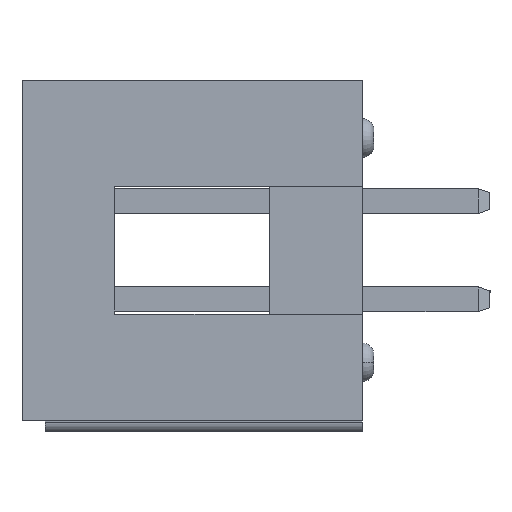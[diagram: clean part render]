
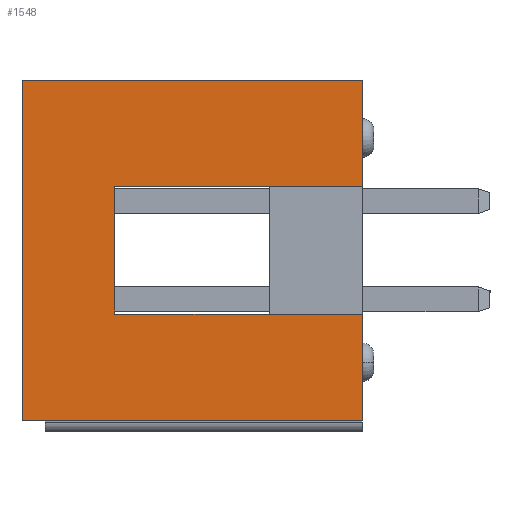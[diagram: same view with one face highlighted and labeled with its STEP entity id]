
A CAD part, left-side view. The second image highlights one B-rep face of the part: STEP entity #1548.
In plain terms, the highlighted planar face has unit normal (-1, 0, 0).
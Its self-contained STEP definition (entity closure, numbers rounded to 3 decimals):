
#221 = EDGE_CURVE ( 'NONE', #8316, #3533, #8596, .T. ) ;
#1025 = EDGE_CURVE ( 'NONE', #5115, #5722, #6919, .T. ) ;
#1047 = CARTESIAN_POINT ( 'NONE',  ( -5.34, -1.58, 3. ) ) ;
#1070 = CARTESIAN_POINT ( 'NONE',  ( -5.34, 2.81, 11.8 ) ) ;
#1316 = ORIENTED_EDGE ( 'NONE', *, *, #7323, .T. ) ;
#1548 = ADVANCED_FACE ( 'NONE', ( #5842 ), #10458, .T. ) ;
#1767 = VECTOR ( 'NONE', #1931, 1000. ) ;
#1878 = LINE ( 'NONE', #4737, #10924 ) ;
#1931 = DIRECTION ( 'NONE',  ( 0., 1., 0. ) ) ;
#2720 = CARTESIAN_POINT ( 'NONE',  ( -5.34, -3.24, 9.4 ) ) ;
#2775 = CARTESIAN_POINT ( 'NONE',  ( -5.34, 2.81, 3. ) ) ;
#2847 = EDGE_LOOP ( 'NONE', ( #9104, #1316, #11233, #7623, #4433, #6850, #5031, #10798 ) ) ;
#3317 = CARTESIAN_POINT ( 'NONE',  ( -5.34, 0.06, 9.4 ) ) ;
#3417 = VERTEX_POINT ( 'NONE', #5513 ) ;
#3435 = VECTOR ( 'NONE', #9591, 1000. ) ;
#3464 = CARTESIAN_POINT ( 'NONE',  ( -5.34, 0.06, 3. ) ) ;
#3525 = LINE ( 'NONE', #2775, #3435 ) ;
#3533 = VERTEX_POINT ( 'NONE', #3317 ) ;
#3661 = DIRECTION ( 'NONE',  ( 0., 1., 0. ) ) ;
#3735 = CARTESIAN_POINT ( 'NONE',  ( -5.34, -1.58, 3. ) ) ;
#3765 = CARTESIAN_POINT ( 'NONE',  ( -5.34, -5.99, 3. ) ) ;
#3841 = CARTESIAN_POINT ( 'NONE',  ( -5.34, 0.06, 3. ) ) ;
#3932 = DIRECTION ( 'NONE',  ( 0., 0., 1. ) ) ;
#4274 = VECTOR ( 'NONE', #3932, 1000. ) ;
#4433 = ORIENTED_EDGE ( 'NONE', *, *, #10904, .T. ) ;
#4737 = CARTESIAN_POINT ( 'NONE',  ( -5.34, 2.82, 11.8 ) ) ;
#4751 = EDGE_CURVE ( 'NONE', #7176, #5722, #5856, .T. ) ;
#5031 = ORIENTED_EDGE ( 'NONE', *, *, #6484, .F. ) ;
#5115 = VERTEX_POINT ( 'NONE', #2720 ) ;
#5119 = EDGE_CURVE ( 'NONE', #3417, #5970, #1878, .T. ) ;
#5239 = CARTESIAN_POINT ( 'NONE',  ( -5.34, -5.98, 9.4 ) ) ;
#5357 = DIRECTION ( 'NONE',  ( 0., -1., 0. ) ) ;
#5513 = CARTESIAN_POINT ( 'NONE',  ( -5.34, -5.99, 11.8 ) ) ;
#5611 = CARTESIAN_POINT ( 'NONE',  ( -5.34, 2.81, 3. ) ) ;
#5722 = VERTEX_POINT ( 'NONE', #7237 ) ;
#5764 = VECTOR ( 'NONE', #6410, 1000. ) ;
#5842 = FACE_OUTER_BOUND ( 'NONE', #2847, .T. ) ;
#5856 = LINE ( 'NONE', #1047, #5764 ) ;
#5970 = VERTEX_POINT ( 'NONE', #1070 ) ;
#6410 = DIRECTION ( 'NONE',  ( 0., 1., 0. ) ) ;
#6432 = CARTESIAN_POINT ( 'NONE',  ( -5.34, -5.99, 3. ) ) ;
#6484 = EDGE_CURVE ( 'NONE', #9119, #5970, #3525, .T. ) ;
#6549 = CARTESIAN_POINT ( 'NONE',  ( -5.34, -3.24, 3. ) ) ;
#6565 = LINE ( 'NONE', #3735, #1767 ) ;
#6591 = DIRECTION ( 'NONE',  ( 0., 0., -1. ) ) ;
#6850 = ORIENTED_EDGE ( 'NONE', *, *, #5119, .T. ) ;
#6919 = LINE ( 'NONE', #6549, #7110 ) ;
#7110 = VECTOR ( 'NONE', #6591, 1000. ) ;
#7176 = VERTEX_POINT ( 'NONE', #6432 ) ;
#7237 = CARTESIAN_POINT ( 'NONE',  ( -5.34, -3.24, 3. ) ) ;
#7323 = EDGE_CURVE ( 'NONE', #3533, #5115, #8572, .T. ) ;
#7623 = ORIENTED_EDGE ( 'NONE', *, *, #4751, .F. ) ;
#8170 = VECTOR ( 'NONE', #5357, 1000. ) ;
#8261 = VECTOR ( 'NONE', #8939, 1000. ) ;
#8316 = VERTEX_POINT ( 'NONE', #3464 ) ;
#8572 = LINE ( 'NONE', #5239, #8170 ) ;
#8596 = LINE ( 'NONE', #3841, #4274 ) ;
#8688 = AXIS2_PLACEMENT_3D ( 'NONE', #10293, #10263, #10224 ) ;
#8779 = LINE ( 'NONE', #3765, #8261 ) ;
#8939 = DIRECTION ( 'NONE',  ( 0., 0., 1. ) ) ;
#9104 = ORIENTED_EDGE ( 'NONE', *, *, #221, .T. ) ;
#9119 = VERTEX_POINT ( 'NONE', #5611 ) ;
#9591 = DIRECTION ( 'NONE',  ( 0., 0., 1. ) ) ;
#10224 = DIRECTION ( 'NONE',  ( 0., -1., 0. ) ) ;
#10230 = EDGE_CURVE ( 'NONE', #8316, #9119, #6565, .T. ) ;
#10263 = DIRECTION ( 'NONE',  ( -1., 0., 0. ) ) ;
#10293 = CARTESIAN_POINT ( 'NONE',  ( -5.34, -5.98, 3. ) ) ;
#10458 = PLANE ( 'NONE',  #8688 ) ;
#10798 = ORIENTED_EDGE ( 'NONE', *, *, #10230, .F. ) ;
#10904 = EDGE_CURVE ( 'NONE', #7176, #3417, #8779, .T. ) ;
#10924 = VECTOR ( 'NONE', #3661, 1000. ) ;
#11233 = ORIENTED_EDGE ( 'NONE', *, *, #1025, .T. ) ;
